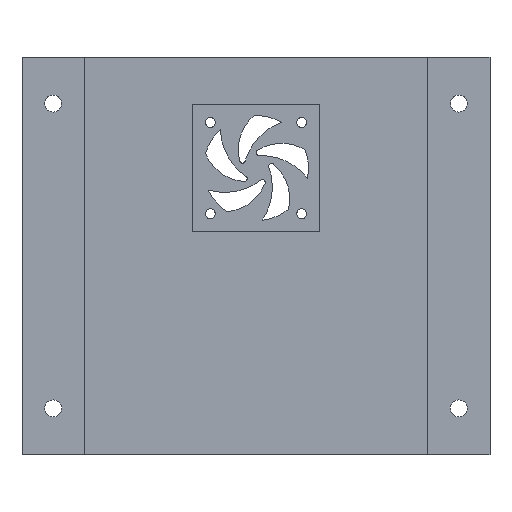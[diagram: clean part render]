
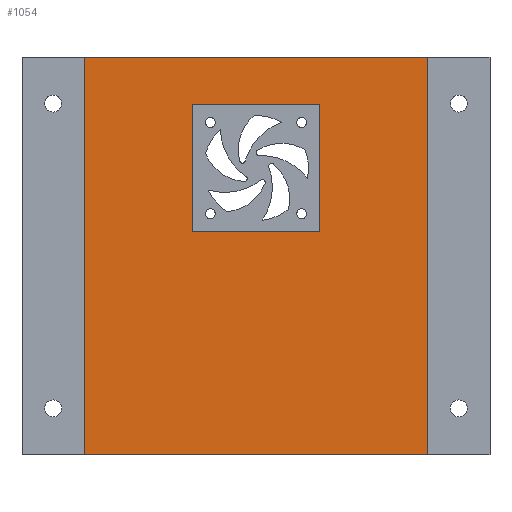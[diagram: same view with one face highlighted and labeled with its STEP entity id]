
A CAD part, top view. The second image highlights one B-rep face of the part: STEP entity #1054.
In plain terms, the highlighted planar face has unit normal (0, 0, 1).
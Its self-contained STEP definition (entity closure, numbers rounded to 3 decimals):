
#43=FACE_BOUND('',#203,.T.);
#64=PLANE('',#1189);
#119=FACE_OUTER_BOUND('',#202,.T.);
#202=EDGE_LOOP('',(#938,#939,#940,#941));
#203=EDGE_LOOP('',(#942,#943,#944,#945));
#238=LINE('',#1706,#318);
#242=LINE('',#1714,#322);
#245=LINE('',#1720,#325);
#248=LINE('',#1725,#328);
#263=LINE('',#1765,#343);
#282=LINE('',#1802,#362);
#283=LINE('',#1805,#363);
#284=LINE('',#1806,#364);
#318=VECTOR('',#1414,10.);
#322=VECTOR('',#1420,10.);
#325=VECTOR('',#1425,10.);
#328=VECTOR('',#1430,10.);
#343=VECTOR('',#1465,10.);
#362=VECTOR('',#1500,10.);
#363=VECTOR('',#1503,10.);
#364=VECTOR('',#1504,10.);
#498=VERTEX_POINT('',#1704);
#499=VERTEX_POINT('',#1705);
#502=VERTEX_POINT('',#1713);
#504=VERTEX_POINT('',#1719);
#519=VERTEX_POINT('',#1762);
#520=VERTEX_POINT('',#1764);
#530=VERTEX_POINT('',#1800);
#531=VERTEX_POINT('',#1804);
#624=EDGE_CURVE('',#498,#499,#238,.T.);
#628=EDGE_CURVE('',#502,#498,#242,.T.);
#631=EDGE_CURVE('',#504,#502,#245,.T.);
#634=EDGE_CURVE('',#499,#504,#248,.T.);
#653=EDGE_CURVE('',#519,#520,#263,.T.);
#672=EDGE_CURVE('',#519,#530,#282,.T.);
#673=EDGE_CURVE('',#531,#530,#283,.T.);
#674=EDGE_CURVE('',#520,#531,#284,.T.);
#938=ORIENTED_EDGE('',*,*,#672,.T.);
#939=ORIENTED_EDGE('',*,*,#673,.F.);
#940=ORIENTED_EDGE('',*,*,#674,.F.);
#941=ORIENTED_EDGE('',*,*,#653,.F.);
#942=ORIENTED_EDGE('',*,*,#624,.T.);
#943=ORIENTED_EDGE('',*,*,#634,.T.);
#944=ORIENTED_EDGE('',*,*,#631,.T.);
#945=ORIENTED_EDGE('',*,*,#628,.T.);
#1054=ADVANCED_FACE('',(#119,#43),#64,.T.);
#1189=AXIS2_PLACEMENT_3D('',#1803,#1501,#1502);
#1414=DIRECTION('',(0.,-1.,0.));
#1420=DIRECTION('',(1.,0.,0.));
#1425=DIRECTION('',(0.,1.,0.));
#1430=DIRECTION('',(-1.,0.,0.));
#1465=DIRECTION('',(-1.,0.,0.));
#1500=DIRECTION('',(0.,1.,0.));
#1501=DIRECTION('center_axis',(0.,0.,1.));
#1502=DIRECTION('ref_axis',(1.,0.,0.));
#1503=DIRECTION('',(1.,0.,0.));
#1504=DIRECTION('',(0.,1.,0.));
#1704=CARTESIAN_POINT('',(22.5,53.5,2.));
#1705=CARTESIAN_POINT('',(22.5,8.5,2.));
#1706=CARTESIAN_POINT('',(22.5,26.75,2.));
#1713=CARTESIAN_POINT('',(-22.5,53.5,2.));
#1714=CARTESIAN_POINT('',(-41.5,53.5,2.));
#1719=CARTESIAN_POINT('',(-22.5,8.5,2.));
#1720=CARTESIAN_POINT('',(-22.5,4.25,2.));
#1725=CARTESIAN_POINT('',(-19.,8.5,2.));
#1762=CARTESIAN_POINT('',(60.5,-70.,2.));
#1764=CARTESIAN_POINT('',(-60.5,-70.,2.));
#1765=CARTESIAN_POINT('',(-60.5,-70.,2.));
#1800=CARTESIAN_POINT('',(60.5,70.,2.));
#1802=CARTESIAN_POINT('',(60.5,0.,2.));
#1803=CARTESIAN_POINT('Origin',(-60.5,0.,2.));
#1804=CARTESIAN_POINT('',(-60.5,70.,2.));
#1805=CARTESIAN_POINT('',(-60.5,70.,2.));
#1806=CARTESIAN_POINT('',(-60.5,0.,2.));
